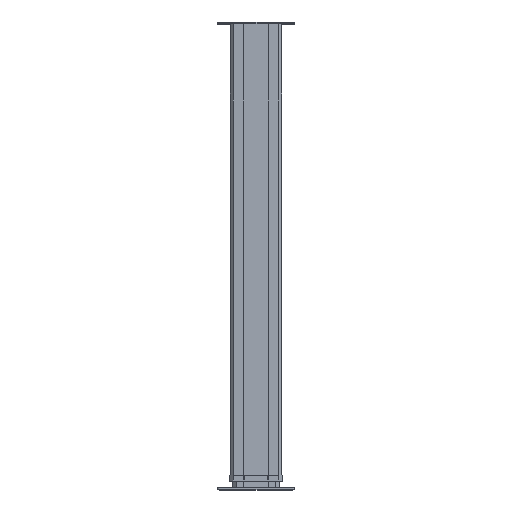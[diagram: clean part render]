
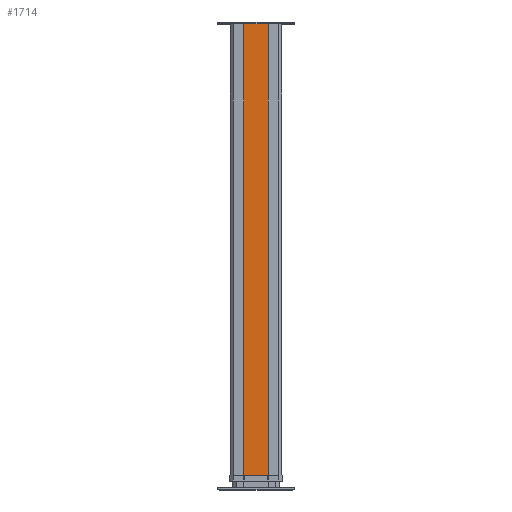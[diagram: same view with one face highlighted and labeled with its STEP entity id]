
A CAD part, top view. The second image highlights one B-rep face of the part: STEP entity #1714.
In plain terms, the highlighted planar face has unit normal (0, 0, 1).
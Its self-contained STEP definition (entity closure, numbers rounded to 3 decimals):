
#534 = EDGE_CURVE ( 'NONE', #3614, #8899, #9974, .T. ) ;
#558 = EDGE_CURVE ( 'NONE', #8899, #711, #2207, .T. ) ;
#613 = CARTESIAN_POINT ( 'NONE',  ( -31.5, 1389.505, 66. ) ) ;
#711 = VERTEX_POINT ( 'NONE', #10432 ) ;
#852 = LINE ( 'NONE', #8411, #7318 ) ;
#864 = EDGE_CURVE ( 'NONE', #2120, #711, #5524, .T. ) ;
#1315 = ORIENTED_EDGE ( 'NONE', *, *, #11822, .T. ) ;
#1714 = ADVANCED_FACE ( 'NONE', ( #12961 ), #6466, .F. ) ;
#2120 = VERTEX_POINT ( 'NONE', #3701 ) ;
#2200 = VECTOR ( 'NONE', #11749, 1000. ) ;
#2207 = LINE ( 'NONE', #9757, #9789 ) ;
#2363 = DIRECTION ( 'NONE',  ( -1., 0., 0. ) ) ;
#2523 = VECTOR ( 'NONE', #7243, 1000. ) ;
#2526 = ORIENTED_EDGE ( 'NONE', *, *, #558, .F. ) ;
#2589 = DIRECTION ( 'NONE',  ( 0., -1., 0. ) ) ;
#3614 = VERTEX_POINT ( 'NONE', #6682 ) ;
#3701 = CARTESIAN_POINT ( 'NONE',  ( -31.5, 0., 66. ) ) ;
#3948 = DIRECTION ( 'NONE',  ( 0., -1., 0. ) ) ;
#4157 = CARTESIAN_POINT ( 'NONE',  ( -31.5, 1190., 66. ) ) ;
#4894 = ORIENTED_EDGE ( 'NONE', *, *, #534, .F. ) ;
#5524 = LINE ( 'NONE', #13112, #2523 ) ;
#6108 = AXIS2_PLACEMENT_3D ( 'NONE', #613, #8189, #2363 ) ;
#6466 = PLANE ( 'NONE',  #6108 ) ;
#6682 = CARTESIAN_POINT ( 'NONE',  ( -31.5, 1190., 66. ) ) ;
#6917 = CARTESIAN_POINT ( 'NONE',  ( 31.5, 1190., 66. ) ) ;
#7243 = DIRECTION ( 'NONE',  ( 1., 0., 0. ) ) ;
#7318 = VECTOR ( 'NONE', #2589, 1000. ) ;
#8189 = DIRECTION ( 'NONE',  ( 0., 0., -1. ) ) ;
#8411 = CARTESIAN_POINT ( 'NONE',  ( -31.5, 1389.505, 66. ) ) ;
#8899 = VERTEX_POINT ( 'NONE', #6917 ) ;
#9757 = CARTESIAN_POINT ( 'NONE',  ( 31.5, 1389.505, 66. ) ) ;
#9789 = VECTOR ( 'NONE', #3948, 1000. ) ;
#9974 = LINE ( 'NONE', #4157, #2200 ) ;
#10432 = CARTESIAN_POINT ( 'NONE',  ( 31.5, 0., 66. ) ) ;
#11749 = DIRECTION ( 'NONE',  ( 1., 0., 0. ) ) ;
#11822 = EDGE_CURVE ( 'NONE', #3614, #2120, #852, .T. ) ;
#12433 = ORIENTED_EDGE ( 'NONE', *, *, #864, .T. ) ;
#12961 = FACE_OUTER_BOUND ( 'NONE', #12977, .T. ) ;
#12977 = EDGE_LOOP ( 'NONE', ( #4894, #1315, #12433, #2526 ) ) ;
#13112 = CARTESIAN_POINT ( 'NONE',  ( -31.5, 0., 66. ) ) ;
